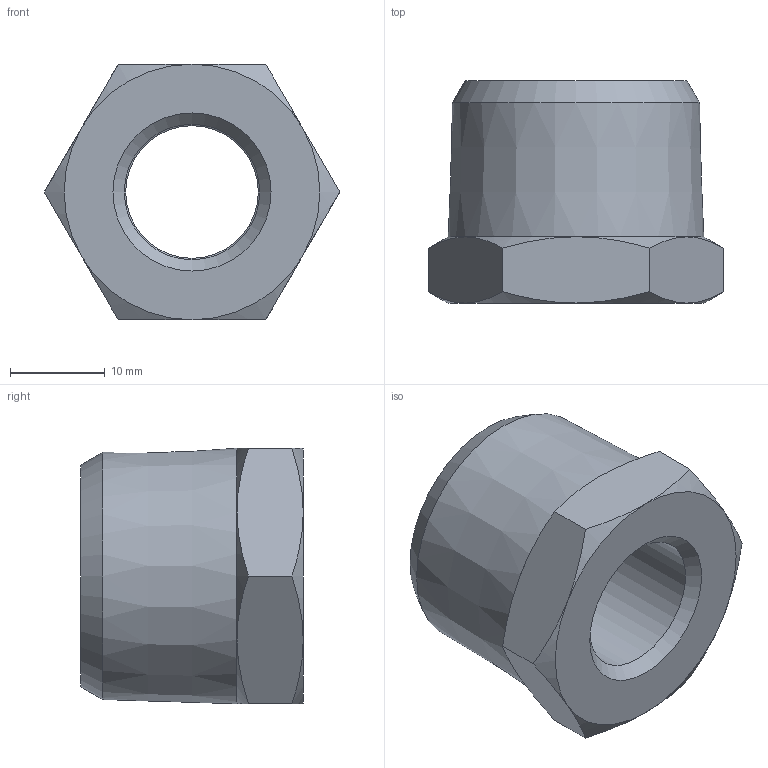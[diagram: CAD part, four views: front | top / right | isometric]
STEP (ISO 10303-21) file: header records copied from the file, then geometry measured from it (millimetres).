
FILE_DESCRIPTION(( 'RA.14.34.38.STEP' ), '1');
FILE_NAME( 'RA.14.34.38.STEP', '2018-10-08T09:39:22',( 'Sopra'),('sopra-pneumatic.com'), 'SwSTEP 2.0','SolidWorks 2009','' );
FILE_SCHEMA (( 'AUTOMOTIVE_DESIGN' ));
Length unit declared in the file: millimetre
Products named in the file (1): 020800001AL00A
Bounding box: 31.18 x 23.5 x 27 mm (x, y, z)
Volume: 9595 mm3; surface area: 3800.6 mm2
Topology: 1 solids, 1 shells, 28 faces, 59 edges, 34 vertices
Faces by surface type: cone 17, plane 9, cylinder 2
Full cylindrical faces by diameter (mm): 14 x1, 14.3 x1
Entity records: 802 total; most frequent: CARTESIAN_POINT 233, DIRECTION 106, ORIENTED_EDGE 102, EDGE_CURVE 51, AXIS2_PLACEMENT_3D 50, EDGE_LOOP 38, VERTEX_POINT 33, FACE_OUTER_BOUND 30
